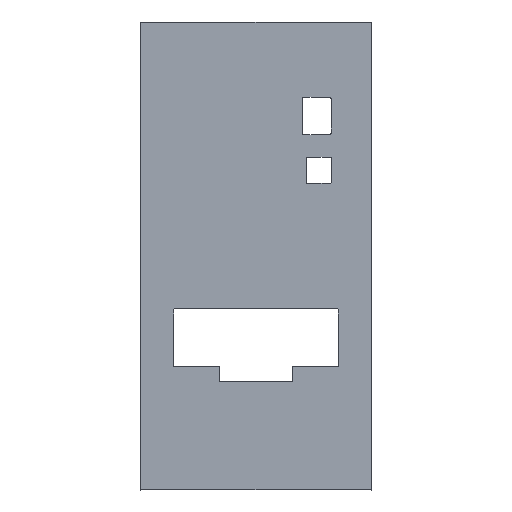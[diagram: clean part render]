
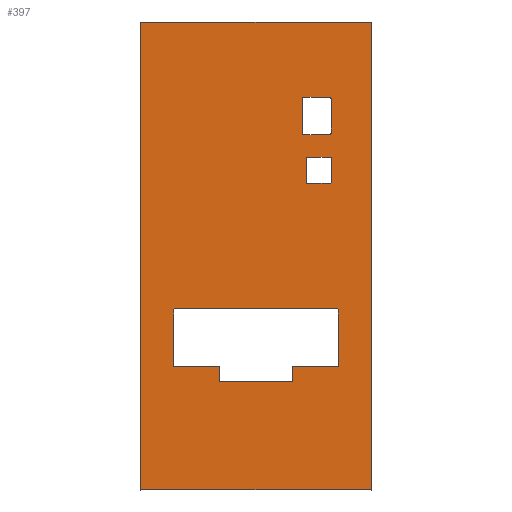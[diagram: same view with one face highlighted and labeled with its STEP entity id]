
A CAD part, top view. The second image highlights one B-rep face of the part: STEP entity #397.
In plain terms, the highlighted planar face has unit normal (0, 0, 1).
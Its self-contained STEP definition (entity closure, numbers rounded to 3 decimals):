
#140 = VERTEX_POINT('',#141);
#141 = CARTESIAN_POINT('',(-4.7,6.9,9.5));
#147 = EDGE_CURVE('',#140,#148,#150,.T.);
#148 = VERTEX_POINT('',#149);
#149 = CARTESIAN_POINT('',(26.7,6.9,9.5));
#150 = LINE('',#151,#152);
#151 = CARTESIAN_POINT('',(-4.7,6.9,9.5));
#152 = VECTOR('',#153,1.);
#153 = DIRECTION('',(1.,0.,0.));
#276 = VERTEX_POINT('',#277);
#277 = CARTESIAN_POINT('',(-4.7,-56.696,9.5));
#283 = EDGE_CURVE('',#276,#140,#284,.T.);
#284 = LINE('',#285,#286);
#285 = CARTESIAN_POINT('',(-4.7,-56.696,9.5));
#286 = VECTOR('',#287,1.);
#287 = DIRECTION('',(0.,1.,0.));
#325 = EDGE_CURVE('',#148,#326,#328,.T.);
#326 = VERTEX_POINT('',#327);
#327 = CARTESIAN_POINT('',(26.7,-56.696,9.5));
#328 = LINE('',#329,#330);
#329 = CARTESIAN_POINT('',(26.7,6.9,9.5));
#330 = VECTOR('',#331,1.);
#331 = DIRECTION('',(0.,-1.,0.));
#397 = ADVANCED_FACE('',(#398,#409,#543,#613),#683,.T.);
#398 = FACE_BOUND('',#399,.T.);
#399 = EDGE_LOOP('',(#400,#401,#402,#408));
#400 = ORIENTED_EDGE('',*,*,#147,.F.);
#401 = ORIENTED_EDGE('',*,*,#283,.F.);
#402 = ORIENTED_EDGE('',*,*,#403,.F.);
#403 = EDGE_CURVE('',#326,#276,#404,.T.);
#404 = LINE('',#405,#406);
#405 = CARTESIAN_POINT('',(26.7,-56.696,9.5));
#406 = VECTOR('',#407,1.);
#407 = DIRECTION('',(-1.,0.,0.));
#408 = ORIENTED_EDGE('',*,*,#325,.F.);
#409 = FACE_BOUND('',#410,.T.);
#410 = EDGE_LOOP('',(#411,#421,#430,#438,#447,#455,#463,#471,#479,#487,
    #496,#504,#513,#521,#529,#537));
#411 = ORIENTED_EDGE('',*,*,#412,.F.);
#412 = EDGE_CURVE('',#413,#415,#417,.T.);
#413 = VERTEX_POINT('',#414);
#414 = CARTESIAN_POINT('',(22.,-32.05,9.5));
#415 = VERTEX_POINT('',#416);
#416 = CARTESIAN_POINT('',(16.,-32.05,9.5));
#417 = LINE('',#418,#419);
#418 = CARTESIAN_POINT('',(13.5,-32.05,9.5));
#419 = VECTOR('',#420,1.);
#420 = DIRECTION('',(-1.,0.,0.));
#421 = ORIENTED_EDGE('',*,*,#422,.T.);
#422 = EDGE_CURVE('',#413,#423,#425,.T.);
#423 = VERTEX_POINT('',#424);
#424 = CARTESIAN_POINT('',(22.2,-32.25,9.5));
#425 = CIRCLE('',#426,0.2);
#426 = AXIS2_PLACEMENT_3D('',#427,#428,#429);
#427 = CARTESIAN_POINT('',(22.,-32.25,9.5));
#428 = DIRECTION('',(0.,0.,-1.));
#429 = DIRECTION('',(0.,-1.,0.));
#430 = ORIENTED_EDGE('',*,*,#431,.F.);
#431 = EDGE_CURVE('',#432,#423,#434,.T.);
#432 = VERTEX_POINT('',#433);
#433 = CARTESIAN_POINT('',(22.2,-39.75,9.5));
#434 = LINE('',#435,#436);
#435 = CARTESIAN_POINT('',(22.2,-28.574,9.5));
#436 = VECTOR('',#437,1.);
#437 = DIRECTION('',(0.,1.,0.));
#438 = ORIENTED_EDGE('',*,*,#439,.T.);
#439 = EDGE_CURVE('',#432,#440,#442,.T.);
#440 = VERTEX_POINT('',#441);
#441 = CARTESIAN_POINT('',(22.,-39.95,9.5));
#442 = CIRCLE('',#443,0.2);
#443 = AXIS2_PLACEMENT_3D('',#444,#445,#446);
#444 = CARTESIAN_POINT('',(22.,-39.75,9.5));
#445 = DIRECTION('',(0.,0.,-1.));
#446 = DIRECTION('',(-1.,0.,0.));
#447 = ORIENTED_EDGE('',*,*,#448,.F.);
#448 = EDGE_CURVE('',#449,#440,#451,.T.);
#449 = VERTEX_POINT('',#450);
#450 = CARTESIAN_POINT('',(16.,-39.95,9.5));
#451 = LINE('',#452,#453);
#452 = CARTESIAN_POINT('',(16.5,-39.95,9.5));
#453 = VECTOR('',#454,1.);
#454 = DIRECTION('',(1.,0.,0.));
#455 = ORIENTED_EDGE('',*,*,#456,.T.);
#456 = EDGE_CURVE('',#449,#457,#459,.T.);
#457 = VERTEX_POINT('',#458);
#458 = CARTESIAN_POINT('',(16.,-42.,9.5));
#459 = LINE('',#460,#461);
#460 = CARTESIAN_POINT('',(16.,-33.449,9.5));
#461 = VECTOR('',#462,1.);
#462 = DIRECTION('',(0.,-1.,0.));
#463 = ORIENTED_EDGE('',*,*,#464,.T.);
#464 = EDGE_CURVE('',#457,#465,#467,.T.);
#465 = VERTEX_POINT('',#466);
#466 = CARTESIAN_POINT('',(6.,-42.,9.5));
#467 = LINE('',#468,#469);
#468 = CARTESIAN_POINT('',(8.5,-42.,9.5));
#469 = VECTOR('',#470,1.);
#470 = DIRECTION('',(-1.,0.,0.));
#471 = ORIENTED_EDGE('',*,*,#472,.T.);
#472 = EDGE_CURVE('',#465,#473,#475,.T.);
#473 = VERTEX_POINT('',#474);
#474 = CARTESIAN_POINT('',(6.,-39.95,9.5));
#475 = LINE('',#476,#477);
#476 = CARTESIAN_POINT('',(6.,-28.449,9.5));
#477 = VECTOR('',#478,1.);
#478 = DIRECTION('',(0.,1.,0.));
#479 = ORIENTED_EDGE('',*,*,#480,.F.);
#480 = EDGE_CURVE('',#481,#473,#483,.T.);
#481 = VERTEX_POINT('',#482);
#482 = CARTESIAN_POINT('',(0.,-39.95,9.5));
#483 = LINE('',#484,#485);
#484 = CARTESIAN_POINT('',(8.5,-39.95,9.5));
#485 = VECTOR('',#486,1.);
#486 = DIRECTION('',(1.,0.,0.));
#487 = ORIENTED_EDGE('',*,*,#488,.T.);
#488 = EDGE_CURVE('',#481,#489,#491,.T.);
#489 = VERTEX_POINT('',#490);
#490 = CARTESIAN_POINT('',(-0.2,-39.75,9.5));
#491 = CIRCLE('',#492,0.2);
#492 = AXIS2_PLACEMENT_3D('',#493,#494,#495);
#493 = CARTESIAN_POINT('',(0.,-39.75,9.5));
#494 = DIRECTION('',(0.,0.,-1.));
#495 = DIRECTION('',(0.,1.,0.));
#496 = ORIENTED_EDGE('',*,*,#497,.F.);
#497 = EDGE_CURVE('',#498,#489,#500,.T.);
#498 = VERTEX_POINT('',#499);
#499 = CARTESIAN_POINT('',(-0.2,-32.25,9.5));
#500 = LINE('',#501,#502);
#501 = CARTESIAN_POINT('',(-0.2,-32.324,9.5));
#502 = VECTOR('',#503,1.);
#503 = DIRECTION('',(0.,-1.,0.));
#504 = ORIENTED_EDGE('',*,*,#505,.T.);
#505 = EDGE_CURVE('',#498,#506,#508,.T.);
#506 = VERTEX_POINT('',#507);
#507 = CARTESIAN_POINT('',(0.,-32.05,9.5));
#508 = CIRCLE('',#509,0.2);
#509 = AXIS2_PLACEMENT_3D('',#510,#511,#512);
#510 = CARTESIAN_POINT('',(0.,-32.25,9.5));
#511 = DIRECTION('',(0.,0.,-1.));
#512 = DIRECTION('',(1.,0.,0.));
#513 = ORIENTED_EDGE('',*,*,#514,.F.);
#514 = EDGE_CURVE('',#515,#506,#517,.T.);
#515 = VERTEX_POINT('',#516);
#516 = CARTESIAN_POINT('',(6.,-32.05,9.5));
#517 = LINE('',#518,#519);
#518 = CARTESIAN_POINT('',(5.5,-32.05,9.5));
#519 = VECTOR('',#520,1.);
#520 = DIRECTION('',(-1.,0.,0.));
#521 = ORIENTED_EDGE('',*,*,#522,.T.);
#522 = EDGE_CURVE('',#515,#523,#525,.T.);
#523 = VERTEX_POINT('',#524);
#524 = CARTESIAN_POINT('',(6.,-32.,9.5));
#525 = LINE('',#526,#527);
#526 = CARTESIAN_POINT('',(6.,-28.449,9.5));
#527 = VECTOR('',#528,1.);
#528 = DIRECTION('',(0.,1.,0.));
#529 = ORIENTED_EDGE('',*,*,#530,.T.);
#530 = EDGE_CURVE('',#523,#531,#533,.T.);
#531 = VERTEX_POINT('',#532);
#532 = CARTESIAN_POINT('',(16.,-32.,9.5));
#533 = LINE('',#534,#535);
#534 = CARTESIAN_POINT('',(13.5,-32.,9.5));
#535 = VECTOR('',#536,1.);
#536 = DIRECTION('',(1.,0.,0.));
#537 = ORIENTED_EDGE('',*,*,#538,.T.);
#538 = EDGE_CURVE('',#531,#415,#539,.T.);
#539 = LINE('',#540,#541);
#540 = CARTESIAN_POINT('',(16.,-33.449,9.5));
#541 = VECTOR('',#542,1.);
#542 = DIRECTION('',(0.,-1.,0.));
#543 = FACE_BOUND('',#544,.T.);
#544 = EDGE_LOOP('',(#545,#555,#564,#572,#581,#589,#598,#606));
#545 = ORIENTED_EDGE('',*,*,#546,.F.);
#546 = EDGE_CURVE('',#547,#549,#551,.T.);
#547 = VERTEX_POINT('',#548);
#548 = CARTESIAN_POINT('',(17.8,-11.7,9.5));
#549 = VERTEX_POINT('',#550);
#550 = CARTESIAN_POINT('',(17.8,-14.8,9.5));
#551 = LINE('',#552,#553);
#552 = CARTESIAN_POINT('',(17.8,-19.849,9.5));
#553 = VECTOR('',#554,1.);
#554 = DIRECTION('',(0.,-1.,0.));
#555 = ORIENTED_EDGE('',*,*,#556,.T.);
#556 = EDGE_CURVE('',#547,#557,#559,.T.);
#557 = VERTEX_POINT('',#558);
#558 = CARTESIAN_POINT('',(18.,-11.5,9.5));
#559 = CIRCLE('',#560,0.2);
#560 = AXIS2_PLACEMENT_3D('',#561,#562,#563);
#561 = CARTESIAN_POINT('',(18.,-11.7,9.5));
#562 = DIRECTION('',(0.,0.,-1.));
#563 = DIRECTION('',(1.,0.,0.));
#564 = ORIENTED_EDGE('',*,*,#565,.F.);
#565 = EDGE_CURVE('',#566,#557,#568,.T.);
#566 = VERTEX_POINT('',#567);
#567 = CARTESIAN_POINT('',(21.1,-11.5,9.5));
#568 = LINE('',#569,#570);
#569 = CARTESIAN_POINT('',(14.5,-11.5,9.5));
#570 = VECTOR('',#571,1.);
#571 = DIRECTION('',(-1.,0.,0.));
#572 = ORIENTED_EDGE('',*,*,#573,.T.);
#573 = EDGE_CURVE('',#566,#574,#576,.T.);
#574 = VERTEX_POINT('',#575);
#575 = CARTESIAN_POINT('',(21.3,-11.7,9.5));
#576 = CIRCLE('',#577,0.2);
#577 = AXIS2_PLACEMENT_3D('',#578,#579,#580);
#578 = CARTESIAN_POINT('',(21.1,-11.7,9.5));
#579 = DIRECTION('',(0.,0.,-1.));
#580 = DIRECTION('',(0.,-1.,0.));
#581 = ORIENTED_EDGE('',*,*,#582,.F.);
#582 = EDGE_CURVE('',#583,#574,#585,.T.);
#583 = VERTEX_POINT('',#584);
#584 = CARTESIAN_POINT('',(21.3,-14.8,9.5));
#585 = LINE('',#586,#587);
#586 = CARTESIAN_POINT('',(21.3,-18.299,9.5));
#587 = VECTOR('',#588,1.);
#588 = DIRECTION('',(0.,1.,0.));
#589 = ORIENTED_EDGE('',*,*,#590,.T.);
#590 = EDGE_CURVE('',#583,#591,#593,.T.);
#591 = VERTEX_POINT('',#592);
#592 = CARTESIAN_POINT('',(21.1,-15.,9.5));
#593 = CIRCLE('',#594,0.2);
#594 = AXIS2_PLACEMENT_3D('',#595,#596,#597);
#595 = CARTESIAN_POINT('',(21.1,-14.8,9.5));
#596 = DIRECTION('',(0.,0.,-1.));
#597 = DIRECTION('',(-1.,0.,0.));
#598 = ORIENTED_EDGE('',*,*,#599,.F.);
#599 = EDGE_CURVE('',#600,#591,#602,.T.);
#600 = VERTEX_POINT('',#601);
#601 = CARTESIAN_POINT('',(18.,-15.,9.5));
#602 = LINE('',#603,#604);
#603 = CARTESIAN_POINT('',(16.05,-15.,9.5));
#604 = VECTOR('',#605,1.);
#605 = DIRECTION('',(1.,0.,0.));
#606 = ORIENTED_EDGE('',*,*,#607,.T.);
#607 = EDGE_CURVE('',#600,#549,#608,.T.);
#608 = CIRCLE('',#609,0.2);
#609 = AXIS2_PLACEMENT_3D('',#610,#611,#612);
#610 = CARTESIAN_POINT('',(18.,-14.8,9.5));
#611 = DIRECTION('',(0.,0.,-1.));
#612 = DIRECTION('',(0.,1.,0.));
#613 = FACE_BOUND('',#614,.T.);
#614 = EDGE_LOOP('',(#615,#625,#634,#642,#651,#659,#668,#676));
#615 = ORIENTED_EDGE('',*,*,#616,.F.);
#616 = EDGE_CURVE('',#617,#619,#621,.T.);
#617 = VERTEX_POINT('',#618);
#618 = CARTESIAN_POINT('',(17.5,-8.4,9.5));
#619 = VERTEX_POINT('',#620);
#620 = CARTESIAN_POINT('',(21.,-8.4,9.5));
#621 = LINE('',#622,#623);
#622 = CARTESIAN_POINT('',(16.,-8.4,9.5));
#623 = VECTOR('',#624,1.);
#624 = DIRECTION('',(1.,0.,0.));
#625 = ORIENTED_EDGE('',*,*,#626,.T.);
#626 = EDGE_CURVE('',#617,#627,#629,.T.);
#627 = VERTEX_POINT('',#628);
#628 = CARTESIAN_POINT('',(17.3,-8.2,9.5));
#629 = CIRCLE('',#630,0.2);
#630 = AXIS2_PLACEMENT_3D('',#631,#632,#633);
#631 = CARTESIAN_POINT('',(17.5,-8.2,9.5));
#632 = DIRECTION('',(0.,0.,-1.));
#633 = DIRECTION('',(0.,1.,0.));
#634 = ORIENTED_EDGE('',*,*,#635,.F.);
#635 = EDGE_CURVE('',#636,#627,#638,.T.);
#636 = VERTEX_POINT('',#637);
#637 = CARTESIAN_POINT('',(17.3,-3.5,9.5));
#638 = LINE('',#639,#640);
#639 = CARTESIAN_POINT('',(17.3,-16.549,9.5));
#640 = VECTOR('',#641,1.);
#641 = DIRECTION('',(0.,-1.,0.));
#642 = ORIENTED_EDGE('',*,*,#643,.T.);
#643 = EDGE_CURVE('',#636,#644,#646,.T.);
#644 = VERTEX_POINT('',#645);
#645 = CARTESIAN_POINT('',(17.5,-3.3,9.5));
#646 = CIRCLE('',#647,0.2);
#647 = AXIS2_PLACEMENT_3D('',#648,#649,#650);
#648 = CARTESIAN_POINT('',(17.5,-3.5,9.5));
#649 = DIRECTION('',(0.,0.,-1.));
#650 = DIRECTION('',(1.,0.,0.));
#651 = ORIENTED_EDGE('',*,*,#652,.F.);
#652 = EDGE_CURVE('',#653,#644,#655,.T.);
#653 = VERTEX_POINT('',#654);
#654 = CARTESIAN_POINT('',(21.,-3.3,9.5));
#655 = LINE('',#656,#657);
#656 = CARTESIAN_POINT('',(14.25,-3.3,9.5));
#657 = VECTOR('',#658,1.);
#658 = DIRECTION('',(-1.,0.,0.));
#659 = ORIENTED_EDGE('',*,*,#660,.T.);
#660 = EDGE_CURVE('',#653,#661,#663,.T.);
#661 = VERTEX_POINT('',#662);
#662 = CARTESIAN_POINT('',(21.2,-3.5,9.5));
#663 = CIRCLE('',#664,0.2);
#664 = AXIS2_PLACEMENT_3D('',#665,#666,#667);
#665 = CARTESIAN_POINT('',(21.,-3.5,9.5));
#666 = DIRECTION('',(-0.,-0.,-1.));
#667 = DIRECTION('',(0.,-1.,0.));
#668 = ORIENTED_EDGE('',*,*,#669,.F.);
#669 = EDGE_CURVE('',#670,#661,#672,.T.);
#670 = VERTEX_POINT('',#671);
#671 = CARTESIAN_POINT('',(21.2,-8.2,9.5));
#672 = LINE('',#673,#674);
#673 = CARTESIAN_POINT('',(21.2,-14.199,9.5));
#674 = VECTOR('',#675,1.);
#675 = DIRECTION('',(0.,1.,0.));
#676 = ORIENTED_EDGE('',*,*,#677,.T.);
#677 = EDGE_CURVE('',#670,#619,#678,.T.);
#678 = CIRCLE('',#679,0.2);
#679 = AXIS2_PLACEMENT_3D('',#680,#681,#682);
#680 = CARTESIAN_POINT('',(21.,-8.2,9.5));
#681 = DIRECTION('',(0.,0.,-1.));
#682 = DIRECTION('',(-1.,0.,0.));
#683 = PLANE('',#684);
#684 = AXIS2_PLACEMENT_3D('',#685,#686,#687);
#685 = CARTESIAN_POINT('',(11.,-24.898,9.5));
#686 = DIRECTION('',(0.,0.,1.));
#687 = DIRECTION('',(1.,0.,0.));
